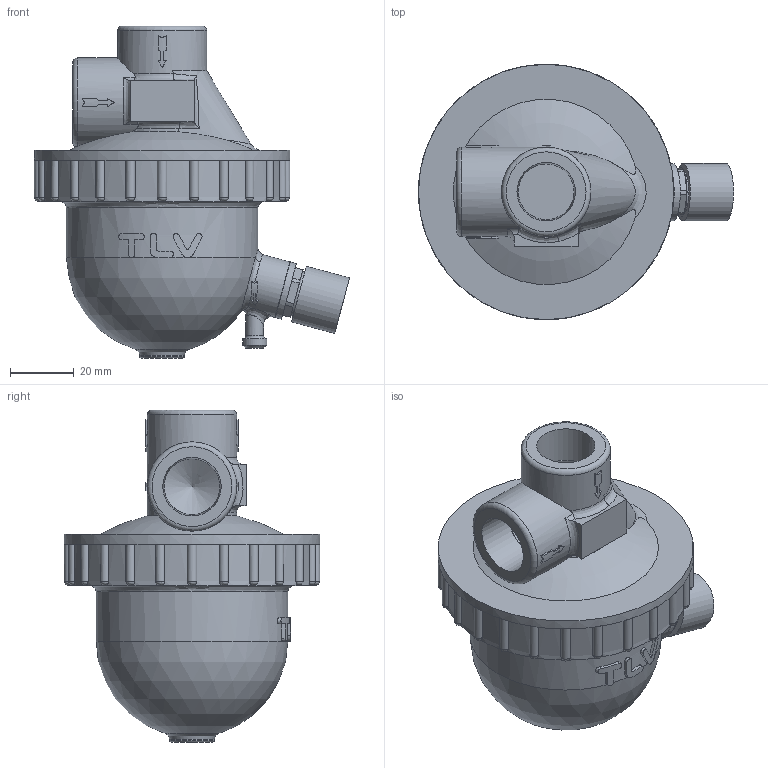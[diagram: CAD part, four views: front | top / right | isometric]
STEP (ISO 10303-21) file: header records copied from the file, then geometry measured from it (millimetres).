
FILE_DESCRIPTION((''),'2;1');
FILE_NAME('ja3d0-015-screw-00.stp','2009-11-02T14:42:24',('nakaot'),(''),'Autodesk Inventor 2008','Autodesk Inventor 2008','');
FILE_SCHEMA(('AUTOMOTIVE_DESIGN { 1 0 10303 214 1 1 1 1 }'));
Length unit declared in the file: millimetre
Products named in the file (1): ja3d0-015-screw-00
Bounding box: 98.69 x 80 x 104 mm (x, y, z)
Volume: 228012.1 mm3; surface area: 32364.4 mm2
Topology: 2 solids, 2 shells, 293 faces, 782 edges, 508 vertices
Faces by surface type: bspline 110, cylinder 90, plane 87, torus 3, sphere 2, cone 1
Full cylindrical faces by diameter (mm): 5.5 x1, 7.5 x1, 14 x1, 15 x1, 18 x3, 28 x1, 60 x1, 64.5 x1, 65 x1, 67.8 x1, 70 x1, 80 x1
Entity records: 18336 total; most frequent: CARTESIAN_POINT 11800, ORIENTED_EDGE 1480, DIRECTION 1146, EDGE_CURVE 740, VERTEX_POINT 495, AXIS2_PLACEMENT_3D 465, EDGE_LOOP 337, FACE_OUTER_BOUND 292
